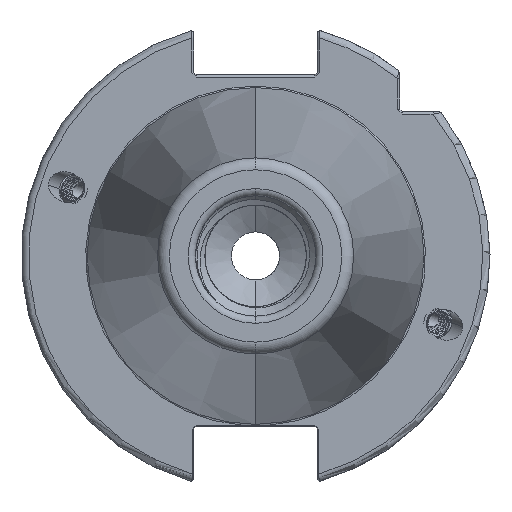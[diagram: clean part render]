
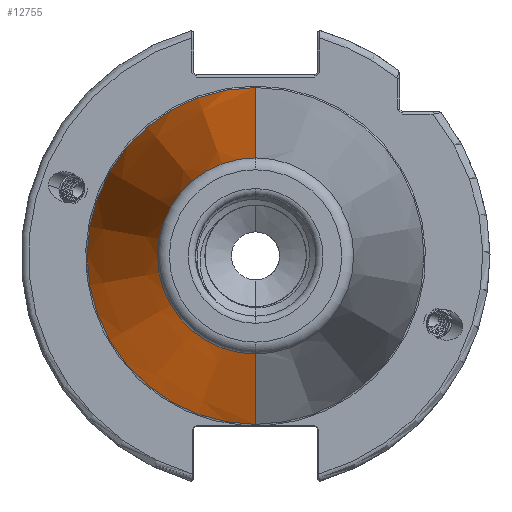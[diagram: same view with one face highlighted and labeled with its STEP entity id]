
A CAD part, left-side view. The second image highlights one B-rep face of the part: STEP entity #12755.
In plain terms, the highlighted conical face has half-angle 8.297 degrees and reference radius 35.392 mm.
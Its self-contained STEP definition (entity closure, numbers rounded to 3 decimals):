
#16 = AXIS2_PLACEMENT_3D ( 'NONE', #16054, #16029, #16047 ) ;
#293 = AXIS2_PLACEMENT_3D ( 'NONE', #20423, #20428, #20424 ) ;
#385 = AXIS2_PLACEMENT_3D ( 'NONE', #15582, #15565, #15569 ) ;
#567 = EDGE_CURVE ( 'NONE', #5449, #5436, #21125, .T. ) ;
#842 = EDGE_CURVE ( 'NONE', #5474, #5438, #21281, .T. ) ;
#883 = EDGE_CURVE ( 'NONE', #5397, #5474, #21341, .T. ) ;
#887 = EDGE_CURVE ( 'NONE', #5449, #5397, #21338, .T. ) ;
#894 = EDGE_CURVE ( 'NONE', #5436, #5438, #21359, .T. ) ;
#3176 = ORIENTED_EDGE ( 'NONE', *, *, #842, .F. ) ;
#3191 = ORIENTED_EDGE ( 'NONE', *, *, #567, .T. ) ;
#5397 = VERTEX_POINT ( 'NONE', #16654 ) ;
#5436 = VERTEX_POINT ( 'NONE', #16624 ) ;
#5438 = VERTEX_POINT ( 'NONE', #16663 ) ;
#5449 = VERTEX_POINT ( 'NONE', #16697 ) ;
#5474 = VERTEX_POINT ( 'NONE', #16716 ) ;
#5721 = ORIENTED_EDGE ( 'NONE', *, *, #883, .F. ) ;
#5829 = EDGE_LOOP ( 'NONE', ( #3191, #25186, #3176, #5721, #21745 ) ) ;
#12755 = ADVANCED_FACE ( 'NONE', ( #13270 ), #13291, .T. ) ;
#13270 = FACE_OUTER_BOUND ( 'NONE', #5829, .T. ) ;
#13291 = CONICAL_SURFACE ( 'NONE', #293, 35.392, 0.145 ) ;
#15565 = DIRECTION ( 'NONE',  ( 1., 0., 0. ) ) ;
#15569 = DIRECTION ( 'NONE',  ( 0., 1., 0. ) ) ;
#15582 = CARTESIAN_POINT ( 'NONE',  ( -2.5, 0., 0. ) ) ;
#15983 = DIRECTION ( 'NONE',  ( 0.99, 0., -0.144 ) ) ;
#16029 = DIRECTION ( 'NONE',  ( 1., 0., 0. ) ) ;
#16047 = DIRECTION ( 'NONE',  ( 0., 1., 0. ) ) ;
#16052 = CARTESIAN_POINT ( 'NONE',  ( 0., 0., -35.392 ) ) ;
#16054 = CARTESIAN_POINT ( 'NONE',  ( -2.5, 0., 0. ) ) ;
#16076 = DIRECTION ( 'NONE',  ( 0.99, 0., 0.144 ) ) ;
#16097 = CARTESIAN_POINT ( 'NONE',  ( 0., 0., 35.392 ) ) ;
#16624 = CARTESIAN_POINT ( 'NONE',  ( -102.811, 0., 20.399 ) ) ;
#16654 = CARTESIAN_POINT ( 'NONE',  ( -2.5, 0., -35.027 ) ) ;
#16663 = CARTESIAN_POINT ( 'NONE',  ( -2.5, 0., 35.027 ) ) ;
#16697 = CARTESIAN_POINT ( 'NONE',  ( -102.811, 0., -20.399 ) ) ;
#16716 = CARTESIAN_POINT ( 'NONE',  ( -2.5, 35.027, 0. ) ) ;
#17362 = DIRECTION ( 'NONE',  ( 1., 0., 0. ) ) ;
#17367 = DIRECTION ( 'NONE',  ( 0., 0., 1. ) ) ;
#17400 = CARTESIAN_POINT ( 'NONE',  ( -102.811, 0., 0. ) ) ;
#20423 = CARTESIAN_POINT ( 'NONE',  ( 0., 0., 0. ) ) ;
#20424 = DIRECTION ( 'NONE',  ( 0., 0., -1. ) ) ;
#20428 = DIRECTION ( 'NONE',  ( 1., 0., 0. ) ) ;
#21125 = CIRCLE ( 'NONE', #23792, 20.399 ) ;
#21281 = CIRCLE ( 'NONE', #385, 35.027 ) ;
#21338 = LINE ( 'NONE', #16052, #21353 ) ;
#21341 = CIRCLE ( 'NONE', #16, 35.027 ) ;
#21353 = VECTOR ( 'NONE', #15983, 1000. ) ;
#21354 = VECTOR ( 'NONE', #16076, 1000. ) ;
#21359 = LINE ( 'NONE', #16097, #21354 ) ;
#21745 = ORIENTED_EDGE ( 'NONE', *, *, #887, .F. ) ;
#23792 = AXIS2_PLACEMENT_3D ( 'NONE', #17400, #17362, #17367 ) ;
#25186 = ORIENTED_EDGE ( 'NONE', *, *, #894, .T. ) ;
